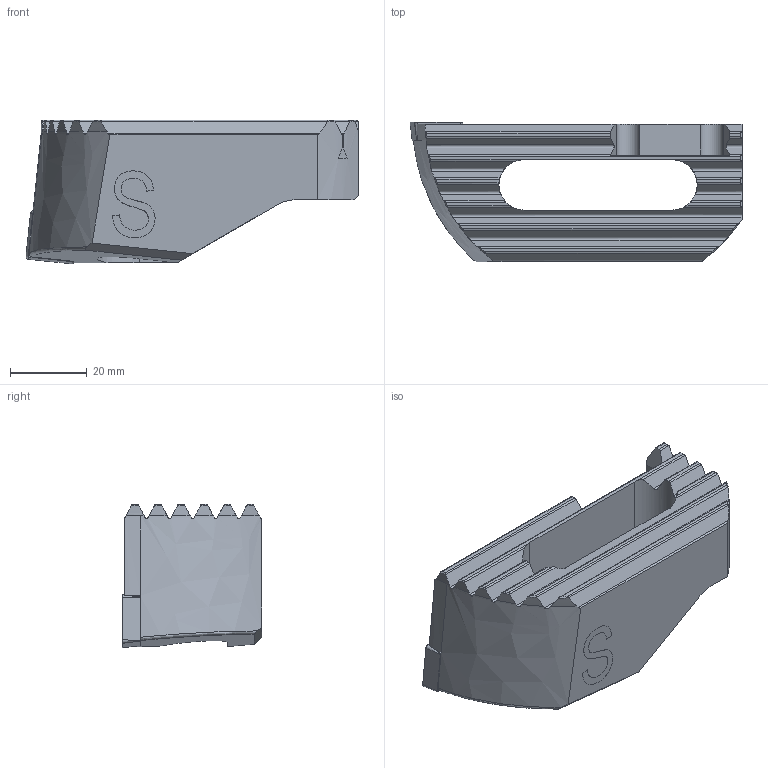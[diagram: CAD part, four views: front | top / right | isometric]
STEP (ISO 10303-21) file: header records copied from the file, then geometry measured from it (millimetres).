
FILE_DESCRIPTION(('no description'),'unknown implementation level');
FILE_NAME('AE1E1846-C1E3-482F-B4B9-E481738DB8C1_export.stp',' ',('CIMSOURCE GmbH'),('CADClick - KiM GmbH - www.kimweb.de'),'unknown preprocess','ACIS','unknown authorization');
FILE_SCHEMA(('automotive_design'));
Length unit declared in the file: millimetre
Products named in the file (3): 639.171 Kaiser 98-126 SW98 SC12 S|654.350 Kaiser SCMT 120408 P20C;Kombinieren1; 639.171 Kaiser 98-126 SW98 SC12 S|639.171 Kaiser 98-126 SW98 SC12 S;RSS Marke; 639.171 Kaiser 98-126 SW98 SC12 S|694.150 Kaiser ETL M5 X 13,3 T20 IP 10S;Kreismuster1
Bounding box: 86.5 x 36.36 x 37.4 mm (x, y, z)
Volume: 51530.5 mm3; surface area: 16468.5 mm2
Topology: 3 solids, 3 shells, 230 faces, 634 edges, 412 vertices
Faces by surface type: plane 86, cylinder 79, bspline 31, cone 26, torus 8
Entity records: 17744 total; most frequent: CARTESIAN_POINT 4992, STYLED_ITEM 1277, PRESENTATION_STYLE_ASSIGNMENT 1277, COLOUR_RGB 1277, ORIENTED_EDGE 1264, DIRECTION 1088, EDGE_CURVE 632, CURVE_STYLE 632
